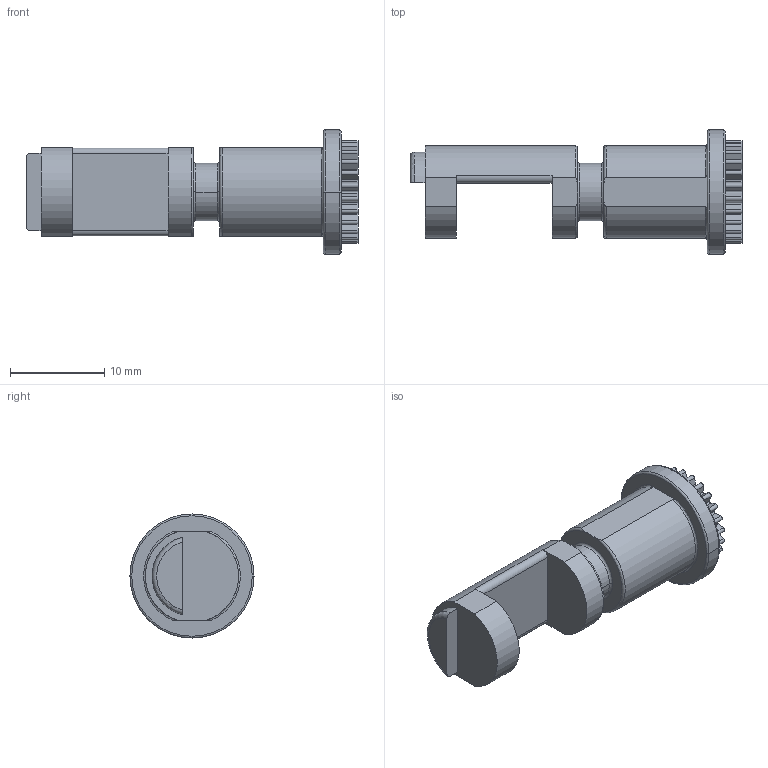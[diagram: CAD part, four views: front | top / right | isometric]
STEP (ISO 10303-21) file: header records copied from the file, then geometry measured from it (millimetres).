
FILE_DESCRIPTION((''),'2;1');
FILE_NAME('32305802-001','2015-06-30T',('E875751'),(''),'PRO/ENGINEER BY PARAMETRIC TECHNOLOGY CORPORATION, 2013410','PRO/ENGINEER BY PARAMETRIC TECHNOLOGY CORPORATION, 2013410','');
FILE_SCHEMA(('CONFIG_CONTROL_DESIGN'));
Length unit declared in the file: millimetre
Products named in the file (1): 32305802-001
Bounding box: 35.3 x 13.2 x 13.2 mm (x, y, z)
Volume: 2041.9 mm3; surface area: 1538.6 mm2
Topology: 1 solids, 1 shells, 150 faces, 411 edges, 270 vertices
Faces by surface type: plane 69, cylinder 64, torus 15, cone 2
Entity records: 5012 total; most frequent: CARTESIAN_POINT 1037, DIRECTION 854, ORIENTED_EDGE 822, EDGE_CURVE 411, AXIS2_PLACEMENT_3D 307, VERTEX_POINT 270, VECTOR 240, LINE 240
